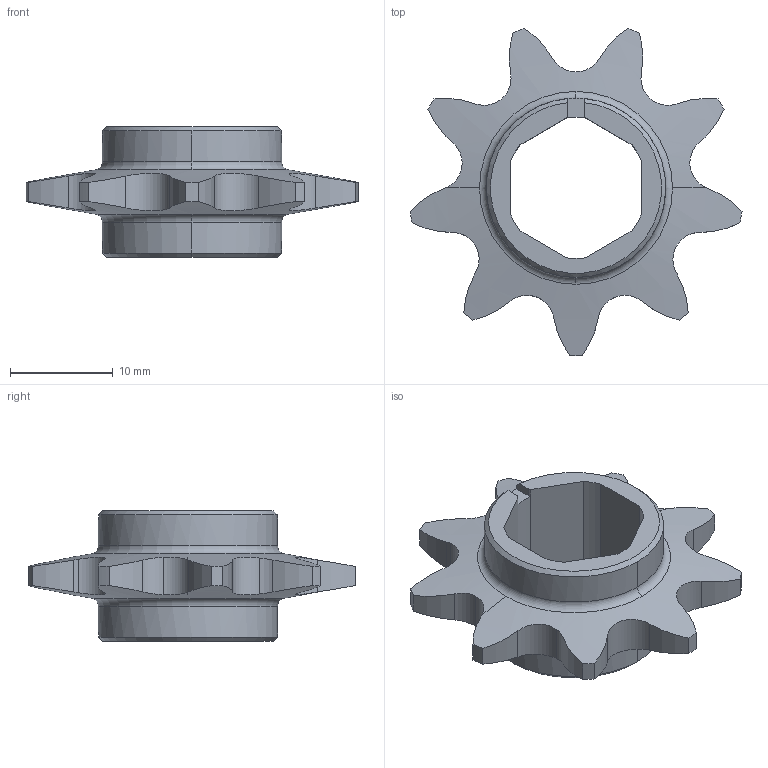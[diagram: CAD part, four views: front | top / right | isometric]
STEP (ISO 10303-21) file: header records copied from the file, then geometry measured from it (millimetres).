
FILE_DESCRIPTION (( 'STEP AP203' ), '1' );
FILE_NAME ('REV-21-3706.STEP', '2024-09-17T14:37:28', ( '' ), ( '' ), 'SwSTEP 2.0', 'SolidWorks 2022', '' );
FILE_SCHEMA (( 'CONFIG_CONTROL_DESIGN' ));
Length unit declared in the file: millimetre
Products named in the file (1): REV-21-3706
Bounding box: 32.33 x 31.84 x 12.7 mm (x, y, z)
Volume: 2448.9 mm3; surface area: 2183.2 mm2
Topology: 1 solids, 1 shells, 79 faces, 228 edges, 149 vertices
Faces by surface type: cylinder 54, plane 14, cone 7, torus 4
Entity records: 3106 total; most frequent: CARTESIAN_POINT 1027, ORIENTED_EDGE 456, DIRECTION 383, EDGE_CURVE 228, VERTEX_POINT 149, AXIS2_PLACEMENT_3D 145, LINE 93, VECTOR 93
